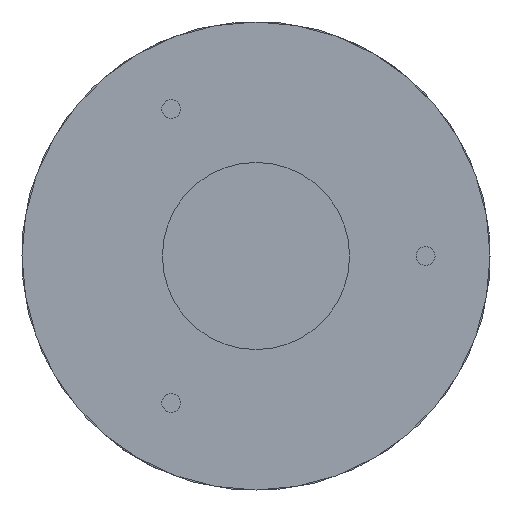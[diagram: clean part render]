
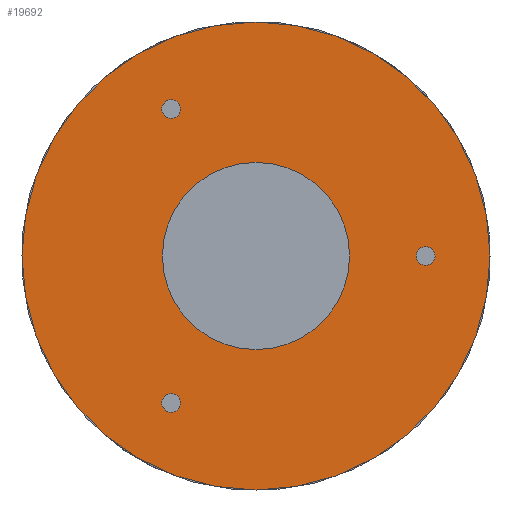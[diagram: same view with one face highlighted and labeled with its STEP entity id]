
A CAD part, front view. The second image highlights one B-rep face of the part: STEP entity #19692.
In plain terms, the highlighted planar face has unit normal (0, -1, 0).
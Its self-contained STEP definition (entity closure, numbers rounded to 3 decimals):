
#86 = CIRCLE ( 'NONE', #5841, 100. ) ;
#95 = VERTEX_POINT ( 'NONE', #1427 ) ;
#334 = ORIENTED_EDGE ( 'NONE', *, *, #4924, .T. ) ;
#490 = CIRCLE ( 'NONE', #6614, 4. ) ;
#727 = EDGE_LOOP ( 'NONE', ( #16324, #5829 ) ) ;
#1154 = AXIS2_PLACEMENT_3D ( 'NONE', #16797, #6326, #18276 ) ;
#1283 = CARTESIAN_POINT ( 'NONE',  ( 0., 0., 0. ) ) ;
#1427 = CARTESIAN_POINT ( 'NONE',  ( -62.787, 0., 40.25 ) ) ;
#1623 = VERTEX_POINT ( 'NONE', #17251 ) ;
#1631 = EDGE_CURVE ( 'NONE', #20902, #12956, #13036, .T. ) ;
#1668 = CARTESIAN_POINT ( 'NONE',  ( 0., 0., -76.5 ) ) ;
#1821 = DIRECTION ( 'NONE',  ( 0., 0., 1. ) ) ;
#1939 = EDGE_CURVE ( 'NONE', #5544, #2210, #86, .T. ) ;
#2051 = CARTESIAN_POINT ( 'NONE',  ( 62.787, 0., 36.25 ) ) ;
#2210 = VERTEX_POINT ( 'NONE', #9599 ) ;
#2298 = CIRCLE ( 'NONE', #18123, 4. ) ;
#2337 = ORIENTED_EDGE ( 'NONE', *, *, #16373, .T. ) ;
#2386 = DIRECTION ( 'NONE',  ( 0., 0., 1. ) ) ;
#2449 = EDGE_CURVE ( 'NONE', #95, #5872, #6211, .T. ) ;
#2964 = CIRCLE ( 'NONE', #1154, 4. ) ;
#3026 = CIRCLE ( 'NONE', #18143, 40. ) ;
#3260 = CIRCLE ( 'NONE', #16209, 4. ) ;
#3403 = FACE_BOUND ( 'NONE', #16591, .T. ) ;
#3453 = CARTESIAN_POINT ( 'NONE',  ( 0., 0., -100. ) ) ;
#3960 = DIRECTION ( 'NONE',  ( 0., 0., 1. ) ) ;
#3964 = DIRECTION ( 'NONE',  ( 0., 1., 0. ) ) ;
#4055 = VERTEX_POINT ( 'NONE', #1668 ) ;
#4183 = DIRECTION ( 'NONE',  ( 0., 1., 0. ) ) ;
#4313 = CARTESIAN_POINT ( 'NONE',  ( 0., 0., 0. ) ) ;
#4719 = AXIS2_PLACEMENT_3D ( 'NONE', #4313, #13101, #7911 ) ;
#4902 = ORIENTED_EDGE ( 'NONE', *, *, #7804, .F. ) ;
#4924 = EDGE_CURVE ( 'NONE', #7845, #1623, #2964, .T. ) ;
#5090 = DIRECTION ( 'NONE',  ( 0., 0., -1. ) ) ;
#5208 = FACE_BOUND ( 'NONE', #8737, .T. ) ;
#5544 = VERTEX_POINT ( 'NONE', #3453 ) ;
#5829 = ORIENTED_EDGE ( 'NONE', *, *, #19299, .T. ) ;
#5841 = AXIS2_PLACEMENT_3D ( 'NONE', #1283, #22010, #9510 ) ;
#5872 = VERTEX_POINT ( 'NONE', #17168 ) ;
#5881 = DIRECTION ( 'NONE',  ( 0., 1., 0. ) ) ;
#6108 = CIRCLE ( 'NONE', #13660, 4. ) ;
#6211 = CIRCLE ( 'NONE', #14119, 4. ) ;
#6326 = DIRECTION ( 'NONE',  ( 0., 1., 0. ) ) ;
#6546 = AXIS2_PLACEMENT_3D ( 'NONE', #20513, #8571, #5090 ) ;
#6614 = AXIS2_PLACEMENT_3D ( 'NONE', #19511, #4183, #2386 ) ;
#6619 = ORIENTED_EDGE ( 'NONE', *, *, #7093, .T. ) ;
#7021 = EDGE_CURVE ( 'NONE', #1623, #7845, #2298, .T. ) ;
#7093 = EDGE_CURVE ( 'NONE', #16774, #4055, #490, .T. ) ;
#7345 = ORIENTED_EDGE ( 'NONE', *, *, #18305, .T. ) ;
#7428 = ORIENTED_EDGE ( 'NONE', *, *, #7021, .T. ) ;
#7581 = DIRECTION ( 'NONE',  ( 0., 1., 0. ) ) ;
#7804 = EDGE_CURVE ( 'NONE', #12956, #20902, #3026, .T. ) ;
#7845 = VERTEX_POINT ( 'NONE', #11361 ) ;
#7911 = DIRECTION ( 'NONE',  ( 0., 0., -1. ) ) ;
#8283 = CARTESIAN_POINT ( 'NONE',  ( 0., 0., -40. ) ) ;
#8571 = DIRECTION ( 'NONE',  ( 0., -1., 0. ) ) ;
#8663 = DIRECTION ( 'NONE',  ( 0., 0., 1. ) ) ;
#8737 = EDGE_LOOP ( 'NONE', ( #6619, #2337 ) ) ;
#9253 = DIRECTION ( 'NONE',  ( 0., 0., 1. ) ) ;
#9510 = DIRECTION ( 'NONE',  ( 0., 0., -1. ) ) ;
#9556 = CARTESIAN_POINT ( 'NONE',  ( 0., 0., 0. ) ) ;
#9599 = CARTESIAN_POINT ( 'NONE',  ( 0., 0., 100. ) ) ;
#10393 = PLANE ( 'NONE',  #16242 ) ;
#10796 = CARTESIAN_POINT ( 'NONE',  ( -62.787, 0., 36.25 ) ) ;
#11361 = CARTESIAN_POINT ( 'NONE',  ( 62.787, 0., 32.25 ) ) ;
#11541 = CARTESIAN_POINT ( 'NONE',  ( 0., 0., 40. ) ) ;
#12080 = FACE_OUTER_BOUND ( 'NONE', #727, .T. ) ;
#12956 = VERTEX_POINT ( 'NONE', #11541 ) ;
#13036 = CIRCLE ( 'NONE', #6546, 40. ) ;
#13056 = DIRECTION ( 'NONE',  ( 0., -1., 0. ) ) ;
#13101 = DIRECTION ( 'NONE',  ( 0., -1., 0. ) ) ;
#13186 = EDGE_LOOP ( 'NONE', ( #7428, #334 ) ) ;
#13271 = DIRECTION ( 'NONE',  ( 0., 0., -1. ) ) ;
#13660 = AXIS2_PLACEMENT_3D ( 'NONE', #16370, #7581, #21558 ) ;
#14119 = AXIS2_PLACEMENT_3D ( 'NONE', #10796, #17233, #8663 ) ;
#14197 = FACE_BOUND ( 'NONE', #18200, .T. ) ;
#15557 = DIRECTION ( 'NONE',  ( 0., 1., 0. ) ) ;
#16126 = CARTESIAN_POINT ( 'NONE',  ( -62.787, 0., 36.25 ) ) ;
#16209 = AXIS2_PLACEMENT_3D ( 'NONE', #16126, #3964, #9253 ) ;
#16242 = AXIS2_PLACEMENT_3D ( 'NONE', #17257, #15557, #1821 ) ;
#16324 = ORIENTED_EDGE ( 'NONE', *, *, #1939, .T. ) ;
#16370 = CARTESIAN_POINT ( 'NONE',  ( 0., 0., -72.5 ) ) ;
#16373 = EDGE_CURVE ( 'NONE', #4055, #16774, #6108, .T. ) ;
#16590 = CIRCLE ( 'NONE', #4719, 100. ) ;
#16591 = EDGE_LOOP ( 'NONE', ( #22162, #4902 ) ) ;
#16774 = VERTEX_POINT ( 'NONE', #19189 ) ;
#16797 = CARTESIAN_POINT ( 'NONE',  ( 62.787, 0., 36.25 ) ) ;
#17168 = CARTESIAN_POINT ( 'NONE',  ( -62.787, 0., 32.25 ) ) ;
#17233 = DIRECTION ( 'NONE',  ( 0., 1., 0. ) ) ;
#17251 = CARTESIAN_POINT ( 'NONE',  ( 62.787, 0., 40.25 ) ) ;
#17257 = CARTESIAN_POINT ( 'NONE',  ( 40., 0., 0. ) ) ;
#18123 = AXIS2_PLACEMENT_3D ( 'NONE', #2051, #5881, #3960 ) ;
#18143 = AXIS2_PLACEMENT_3D ( 'NONE', #9556, #13056, #13271 ) ;
#18200 = EDGE_LOOP ( 'NONE', ( #22246, #7345 ) ) ;
#18276 = DIRECTION ( 'NONE',  ( 0., 0., 1. ) ) ;
#18305 = EDGE_CURVE ( 'NONE', #5872, #95, #3260, .T. ) ;
#19189 = CARTESIAN_POINT ( 'NONE',  ( 0., 0., -68.5 ) ) ;
#19299 = EDGE_CURVE ( 'NONE', #2210, #5544, #16590, .T. ) ;
#19511 = CARTESIAN_POINT ( 'NONE',  ( 0., 0., -72.5 ) ) ;
#19692 = ADVANCED_FACE ( 'NONE', ( #14197, #20851, #5208, #3403, #12080 ), #10393, .F. ) ;
#20513 = CARTESIAN_POINT ( 'NONE',  ( 0., 0., 0. ) ) ;
#20851 = FACE_BOUND ( 'NONE', #13186, .T. ) ;
#20902 = VERTEX_POINT ( 'NONE', #8283 ) ;
#21558 = DIRECTION ( 'NONE',  ( 0., 0., 1. ) ) ;
#22010 = DIRECTION ( 'NONE',  ( 0., -1., 0. ) ) ;
#22162 = ORIENTED_EDGE ( 'NONE', *, *, #1631, .F. ) ;
#22246 = ORIENTED_EDGE ( 'NONE', *, *, #2449, .T. ) ;
